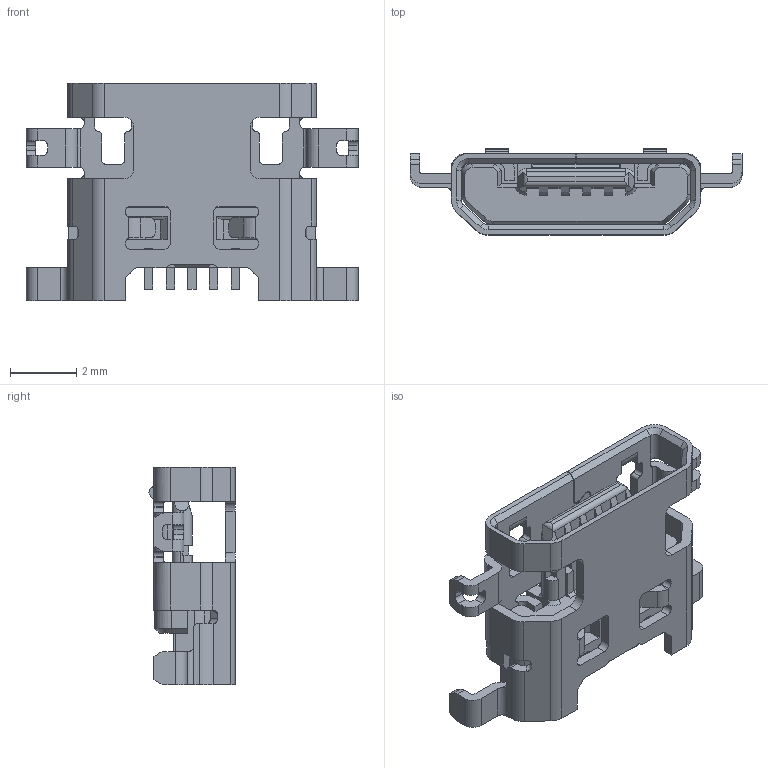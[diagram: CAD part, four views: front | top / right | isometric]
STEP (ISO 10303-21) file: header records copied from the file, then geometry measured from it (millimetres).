
FILE_DESCRIPTION(('CoCreate Modeling STEP Export'),'2;1');
FILE_NAME('41.stp','2015-05-31T18:10:23',(''),(''),'CoCreate Modeling STEP processor for AP214 (Solid Model)','CoCreate Modeling 16.00 13-May-2008 (C) Parametric Technology GmbH','');
FILE_SCHEMA(('AUTOMOTIVE_DESIGN { 1 0 10303 214 1 1 1 1 }'));
Length unit declared in the file: millimetre
Products named in the file (6): ASSY_ASM_205; ASM0001_ASM; 4DIP08CONTACT.7.1.1.1.2.3.1.1; 05; 4DIP08HOUSING.2; 反向沉板0.65.stp.1.1.1
Assembly tree (5 placements, depth 3):
  反向沉板0.65.stp.1.1.1
    4DIP08HOUSING.2
    05
      4DIP08CONTACT.7.1.1.1.2.3.1.1
    ASM0001_ASM
      ASSY_ASM_205
Bounding box: 10 x 2.6 x 6.55 mm (x, y, z)
Volume: 52.3 mm3; surface area: 304.9 mm2
Topology: 2 solids, 2 shells, 715 faces, 2004 edges, 1293 vertices
Faces by surface type: plane 478, cylinder 211, cone 20, bspline 4, torus 2
Entity records: 23023 total; most frequent: CARTESIAN_POINT 4521, ORIENTED_EDGE 4034, DIRECTION 3656, EDGE_CURVE 2004, VECTOR 1462, LINE 1462, VERTEX_POINT 1293, AXIS2_PLACEMENT_3D 1097
